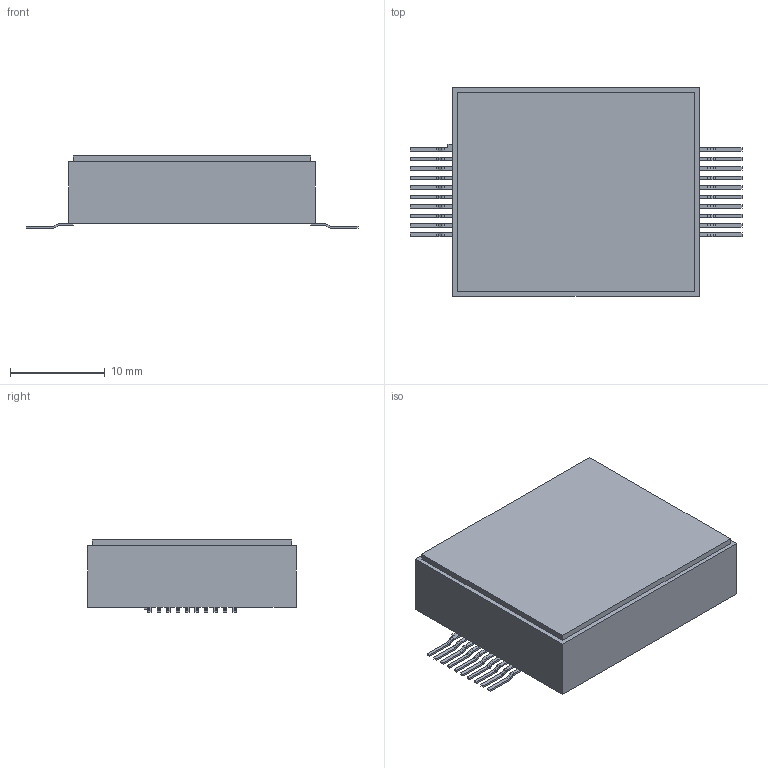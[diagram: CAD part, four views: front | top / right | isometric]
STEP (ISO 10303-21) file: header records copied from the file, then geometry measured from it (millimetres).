
FILE_DESCRIPTION(('STEP AP214'), '1');
FILE_NAME('2011VVxx', '2019-09-13T12:44:02', ('user'), (''), 'ASCON STEP Converter 1.3', 'ASCON Math Kernel', '');
FILE_SCHEMA(('AUTOMOTIVE_DESIGN { 1 0 10303 214 3 1 1}'));
Length unit declared in the file: millimetre
Bounding box: 35 x 22 x 7.62 mm (x, y, z)
Volume: 4051.1 mm3; surface area: 1936.6 mm2
Topology: 1 solids, 1 shells, 293 faces, 830 edges, 540 vertices
Faces by surface type: plane 213, cylinder 80
Entity records: 11792 total; most frequent: CARTESIAN_POINT 1664, ORIENTED_EDGE 1660, DIRECTION 1578, EDGE_CURVE 830, LINE 670, VECTOR 670, VERTEX_POINT 540, AXIS2_PLACEMENT_3D 454
